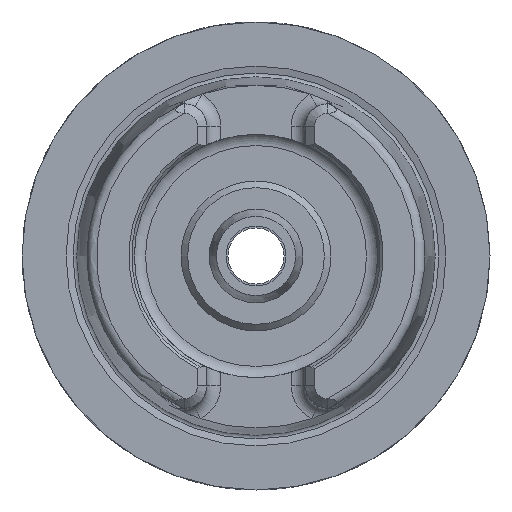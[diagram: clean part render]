
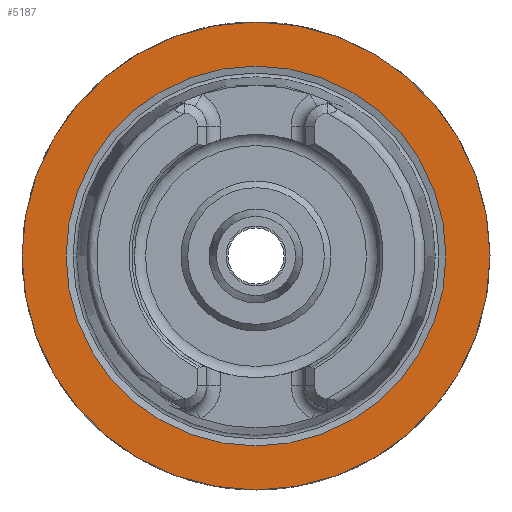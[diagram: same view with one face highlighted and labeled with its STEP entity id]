
A CAD part, left-side view. The second image highlights one B-rep face of the part: STEP entity #5187.
In plain terms, the highlighted planar face has unit normal (-1, 0, 0).
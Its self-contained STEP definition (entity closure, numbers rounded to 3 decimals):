
#4699=CARTESIAN_POINT('',(0.0,25.,0.0));
#4700=VERTEX_POINT('',#4699);
#4701=CARTESIAN_POINT('',(0.0,0.0,0.0));
#4702=DIRECTION('',(1.0,0.0,0.0));
#4703=DIRECTION('',(0.0,1.0,0.0));
#4704=AXIS2_PLACEMENT_3D('',#4701,#4702,#4703);
#4705=CIRCLE('',#4704,25.);
#4706=EDGE_CURVE('',#4700,#4700,#4705,.T.);
#5161=CARTESIAN_POINT('',(0.0,20.296,0.0));
#5162=VERTEX_POINT('',#5161);
#5163=CARTESIAN_POINT('',(0.0,0.0,0.0));
#5164=DIRECTION('',(1.0,0.0,0.0));
#5165=DIRECTION('',(0.0,1.0,0.0));
#5166=AXIS2_PLACEMENT_3D('',#5163,#5164,#5165);
#5167=CIRCLE('',#5166,20.296);
#5168=EDGE_CURVE('',#5162,#5162,#5167,.T.);
#5176=CARTESIAN_POINT('',(0.0,22.648,0.0));
#5177=DIRECTION('',(-1.0,0.0,0.0));
#5178=DIRECTION('',(0.0,0.0,1.0));
#5179=AXIS2_PLACEMENT_3D('',#5176,#5177,#5178);
#5180=PLANE('',#5179);
#5181=ORIENTED_EDGE('',*,*,#4706,.F.);
#5182=EDGE_LOOP('',(#5181));
#5183=FACE_OUTER_BOUND('',#5182,.T.);
#5184=ORIENTED_EDGE('',*,*,#5168,.T.);
#5185=EDGE_LOOP('',(#5184));
#5186=FACE_BOUND('',#5185,.T.);
#5187=ADVANCED_FACE('',(#5183,#5186),#5180,.T.);
